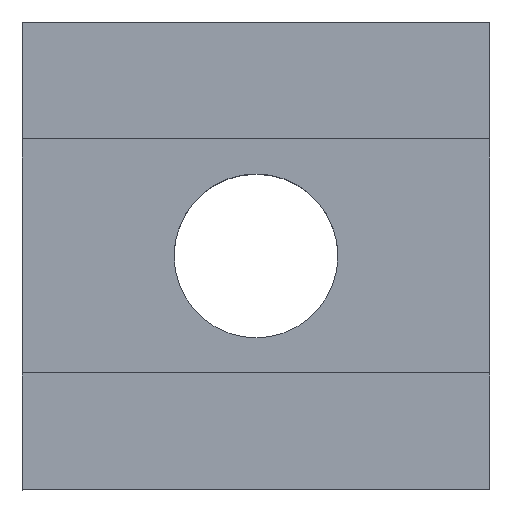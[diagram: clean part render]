
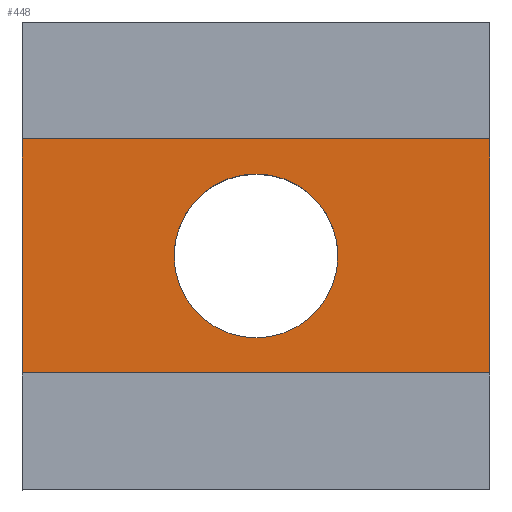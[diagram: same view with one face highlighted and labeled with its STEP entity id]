
A CAD part, top view. The second image highlights one B-rep face of the part: STEP entity #448.
In plain terms, the highlighted planar face has unit normal (0, 0, 1).
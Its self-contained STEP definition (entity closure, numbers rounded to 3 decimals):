
#4 = ORIENTED_EDGE ( 'NONE', *, *, #438, .T. ) ;
#14 = ORIENTED_EDGE ( 'NONE', *, *, #59, .T. ) ;
#34 = CARTESIAN_POINT ( 'NONE',  ( 0., 2.1, 0. ) ) ;
#37 = DIRECTION ( 'NONE',  ( 0., -1., 0. ) ) ;
#40 = DIRECTION ( 'NONE',  ( 0., 0., 1. ) ) ;
#43 = VERTEX_POINT ( 'NONE', #98 ) ;
#48 = CARTESIAN_POINT ( 'NONE',  ( -6.6, 3., 0. ) ) ;
#55 = AXIS2_PLACEMENT_3D ( 'NONE', #413, #186, #37 ) ;
#59 = EDGE_CURVE ( 'NONE', #294, #65, #324, .T. ) ;
#62 = CARTESIAN_POINT ( 'NONE',  ( 6., -3., 0. ) ) ;
#65 = VERTEX_POINT ( 'NONE', #62 ) ;
#71 = VERTEX_POINT ( 'NONE', #141 ) ;
#77 = EDGE_LOOP ( 'NONE', ( #468, #411, #428, #14 ) ) ;
#80 = VECTOR ( 'NONE', #302, 1000. ) ;
#89 = DIRECTION ( 'NONE',  ( -1., 0., 0. ) ) ;
#91 = CIRCLE ( 'NONE', #109, 2.1 ) ;
#98 = CARTESIAN_POINT ( 'NONE',  ( -6., 3., 0. ) ) ;
#109 = AXIS2_PLACEMENT_3D ( 'NONE', #288, #327, #267 ) ;
#141 = CARTESIAN_POINT ( 'NONE',  ( 6., 3., 0. ) ) ;
#144 = FACE_OUTER_BOUND ( 'NONE', #77, .T. ) ;
#153 = PLANE ( 'NONE',  #433 ) ;
#186 = DIRECTION ( 'NONE',  ( 0., 0., -1. ) ) ;
#192 = EDGE_CURVE ( 'NONE', #71, #65, #395, .T. ) ;
#198 = CARTESIAN_POINT ( 'NONE',  ( -6., -6.6, 0. ) ) ;
#208 = CARTESIAN_POINT ( 'NONE',  ( -6.6, -3., 0. ) ) ;
#211 = LINE ( 'NONE', #48, #335 ) ;
#218 = VECTOR ( 'NONE', #364, 1000. ) ;
#240 = CARTESIAN_POINT ( 'NONE',  ( 0., -2.1, 0. ) ) ;
#266 = EDGE_CURVE ( 'NONE', #485, #402, #91, .T. ) ;
#267 = DIRECTION ( 'NONE',  ( 0., -1., 0. ) ) ;
#275 = CARTESIAN_POINT ( 'NONE',  ( -6.6, 3.145, 0. ) ) ;
#284 = CIRCLE ( 'NONE', #55, 2.1 ) ;
#288 = CARTESIAN_POINT ( 'NONE',  ( 0., 0., 0. ) ) ;
#290 = EDGE_CURVE ( 'NONE', #43, #294, #322, .T. ) ;
#294 = VERTEX_POINT ( 'NONE', #369 ) ;
#302 = DIRECTION ( 'NONE',  ( 0., -1., 0. ) ) ;
#322 = LINE ( 'NONE', #198, #377 ) ;
#324 = LINE ( 'NONE', #208, #218 ) ;
#327 = DIRECTION ( 'NONE',  ( 0., 0., -1. ) ) ;
#335 = VECTOR ( 'NONE', #89, 1000. ) ;
#364 = DIRECTION ( 'NONE',  ( 1., 0., 0. ) ) ;
#369 = CARTESIAN_POINT ( 'NONE',  ( -6., -3., 0. ) ) ;
#375 = ORIENTED_EDGE ( 'NONE', *, *, #266, .T. ) ;
#377 = VECTOR ( 'NONE', #488, 1000. ) ;
#395 = LINE ( 'NONE', #446, #80 ) ;
#402 = VERTEX_POINT ( 'NONE', #34 ) ;
#411 = ORIENTED_EDGE ( 'NONE', *, *, #467, .T. ) ;
#413 = CARTESIAN_POINT ( 'NONE',  ( 0., 0., 0. ) ) ;
#428 = ORIENTED_EDGE ( 'NONE', *, *, #290, .T. ) ;
#433 = AXIS2_PLACEMENT_3D ( 'NONE', #275, #40, #461 ) ;
#438 = EDGE_CURVE ( 'NONE', #402, #485, #284, .T. ) ;
#446 = CARTESIAN_POINT ( 'NONE',  ( 6., -6.6, 0. ) ) ;
#448 = ADVANCED_FACE ( 'NONE', ( #144, #464 ), #153, .T. ) ;
#461 = DIRECTION ( 'NONE',  ( 1., 0., 0. ) ) ;
#464 = FACE_BOUND ( 'NONE', #484, .T. ) ;
#467 = EDGE_CURVE ( 'NONE', #71, #43, #211, .T. ) ;
#468 = ORIENTED_EDGE ( 'NONE', *, *, #192, .F. ) ;
#484 = EDGE_LOOP ( 'NONE', ( #375, #4 ) ) ;
#485 = VERTEX_POINT ( 'NONE', #240 ) ;
#488 = DIRECTION ( 'NONE',  ( 0., -1., 0. ) ) ;
